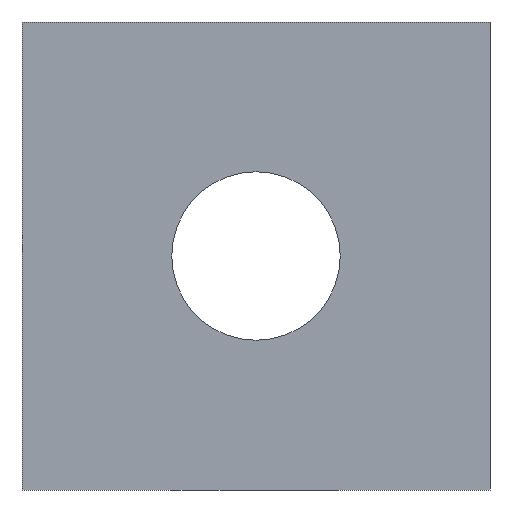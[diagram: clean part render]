
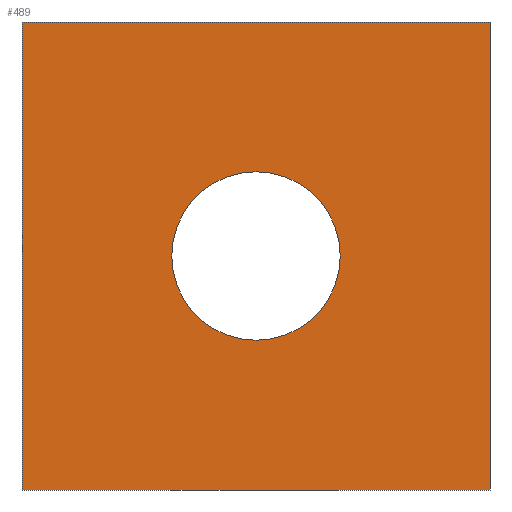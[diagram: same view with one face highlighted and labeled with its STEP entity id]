
A CAD part, front view. The second image highlights one B-rep face of the part: STEP entity #489.
In plain terms, the highlighted planar face has unit normal (0, -1, 0).
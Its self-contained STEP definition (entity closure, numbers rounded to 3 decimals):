
#21 = ORIENTED_EDGE ( 'NONE', *, *, #391, .T. ) ;
#24 = PLANE ( 'NONE',  #616 ) ;
#27 = LINE ( 'NONE', #46, #488 ) ;
#29 = EDGE_CURVE ( 'NONE', #536, #614, #143, .T. ) ;
#44 = CARTESIAN_POINT ( 'NONE',  ( 10., -10., 10. ) ) ;
#46 = CARTESIAN_POINT ( 'NONE',  ( -10., -10., 10. ) ) ;
#52 = AXIS2_PLACEMENT_3D ( 'NONE', #214, #96, #100 ) ;
#54 = DIRECTION ( 'NONE',  ( 1., 0., 0. ) ) ;
#61 = CARTESIAN_POINT ( 'NONE',  ( 10., -10., 10. ) ) ;
#79 = VERTEX_POINT ( 'NONE', #287 ) ;
#96 = DIRECTION ( 'NONE',  ( 0., 1., 0. ) ) ;
#100 = DIRECTION ( 'NONE',  ( -1., 0., 0. ) ) ;
#124 = ORIENTED_EDGE ( 'NONE', *, *, #29, .T. ) ;
#133 = ORIENTED_EDGE ( 'NONE', *, *, #378, .T. ) ;
#143 = CIRCLE ( 'NONE', #632, 3.6 ) ;
#152 = EDGE_LOOP ( 'NONE', ( #495, #647, #583, #133 ) ) ;
#166 = VECTOR ( 'NONE', #54, 1000. ) ;
#179 = LINE ( 'NONE', #44, #166 ) ;
#195 = CARTESIAN_POINT ( 'NONE',  ( 10., -10., -10. ) ) ;
#197 = DIRECTION ( 'NONE',  ( 1., 0., 0. ) ) ;
#214 = CARTESIAN_POINT ( 'NONE',  ( 0., -10., 0. ) ) ;
#224 = LINE ( 'NONE', #195, #497 ) ;
#270 = VERTEX_POINT ( 'NONE', #637 ) ;
#287 = CARTESIAN_POINT ( 'NONE',  ( 10., -10., 10. ) ) ;
#324 = EDGE_CURVE ( 'NONE', #376, #79, #179, .T. ) ;
#376 = VERTEX_POINT ( 'NONE', #571 ) ;
#378 = EDGE_CURVE ( 'NONE', #376, #270, #27, .T. ) ;
#391 = EDGE_CURVE ( 'NONE', #614, #536, #655, .T. ) ;
#393 = CARTESIAN_POINT ( 'NONE',  ( 10., -10., -10. ) ) ;
#403 = EDGE_CURVE ( 'NONE', #79, #550, #654, .T. ) ;
#432 = FACE_OUTER_BOUND ( 'NONE', #152, .T. ) ;
#478 = FACE_BOUND ( 'NONE', #712, .T. ) ;
#488 = VECTOR ( 'NONE', #533, 1000. ) ;
#489 = ADVANCED_FACE ( 'NONE', ( #478, #432 ), #24, .F. ) ;
#495 = ORIENTED_EDGE ( 'NONE', *, *, #674, .T. ) ;
#497 = VECTOR ( 'NONE', #197, 1000. ) ;
#521 = CARTESIAN_POINT ( 'NONE',  ( -3.6, -10., 0. ) ) ;
#533 = DIRECTION ( 'NONE',  ( 0., 0., -1. ) ) ;
#536 = VERTEX_POINT ( 'NONE', #562 ) ;
#550 = VERTEX_POINT ( 'NONE', #393 ) ;
#562 = CARTESIAN_POINT ( 'NONE',  ( 3.6, -10., 0. ) ) ;
#568 = DIRECTION ( 'NONE',  ( 0., 1., 0. ) ) ;
#569 = DIRECTION ( 'NONE',  ( -1., 0., 0. ) ) ;
#571 = CARTESIAN_POINT ( 'NONE',  ( -10., -10., 10. ) ) ;
#583 = ORIENTED_EDGE ( 'NONE', *, *, #324, .F. ) ;
#607 = DIRECTION ( 'NONE',  ( -1., 0., 0. ) ) ;
#614 = VERTEX_POINT ( 'NONE', #521 ) ;
#616 = AXIS2_PLACEMENT_3D ( 'NONE', #617, #568, #569 ) ;
#617 = CARTESIAN_POINT ( 'NONE',  ( 10., -10., 10. ) ) ;
#632 = AXIS2_PLACEMENT_3D ( 'NONE', #660, #662, #607 ) ;
#637 = CARTESIAN_POINT ( 'NONE',  ( -10., -10., -10. ) ) ;
#647 = ORIENTED_EDGE ( 'NONE', *, *, #403, .F. ) ;
#654 = LINE ( 'NONE', #61, #710 ) ;
#655 = CIRCLE ( 'NONE', #52, 3.6 ) ;
#660 = CARTESIAN_POINT ( 'NONE',  ( 0., -10., 0. ) ) ;
#662 = DIRECTION ( 'NONE',  ( 0., 1., 0. ) ) ;
#674 = EDGE_CURVE ( 'NONE', #270, #550, #224, .T. ) ;
#710 = VECTOR ( 'NONE', #713, 1000. ) ;
#712 = EDGE_LOOP ( 'NONE', ( #21, #124 ) ) ;
#713 = DIRECTION ( 'NONE',  ( 0., 0., -1. ) ) ;
